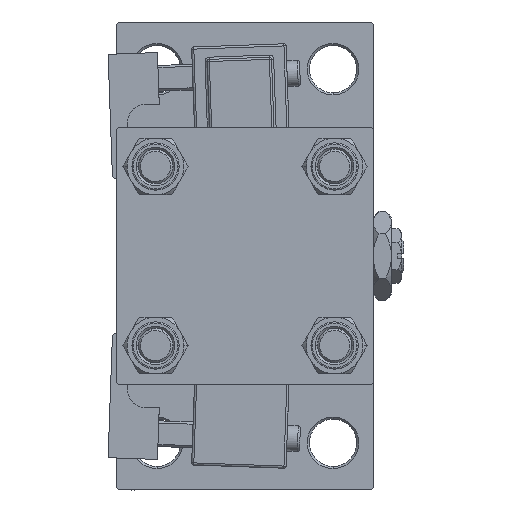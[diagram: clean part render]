
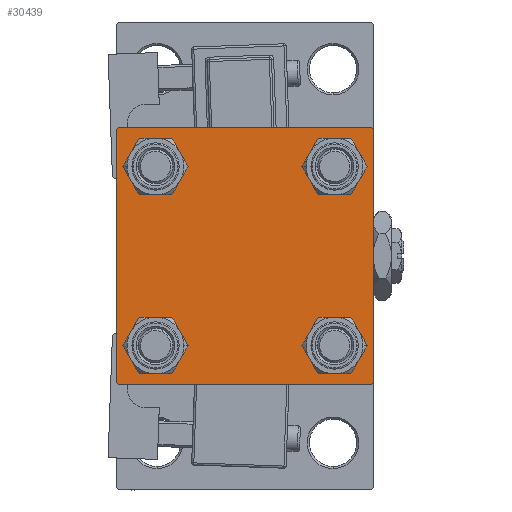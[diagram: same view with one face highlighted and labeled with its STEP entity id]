
A CAD part, left-side view. The second image highlights one B-rep face of the part: STEP entity #30439.
In plain terms, the highlighted planar face has unit normal (-1, 0, 0).
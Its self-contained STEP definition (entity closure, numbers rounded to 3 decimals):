
#10 = DIRECTION ( 'NONE',  ( 0., 0., 1. ) ) ;
#73 = DIRECTION ( 'NONE',  ( 0., -0.707, 0.707 ) ) ;
#265 = VECTOR ( 'NONE', #12242, 1000. ) ;
#1058 = CARTESIAN_POINT ( 'NONE',  ( 0., 20.85, -20.85 ) ) ;
#1129 = ORIENTED_EDGE ( 'NONE', *, *, #48134, .T. ) ;
#1386 = ORIENTED_EDGE ( 'NONE', *, *, #47492, .T. ) ;
#1413 = VERTEX_POINT ( 'NONE', #2129 ) ;
#2010 = DIRECTION ( 'NONE',  ( 1., 0., 0. ) ) ;
#2129 = CARTESIAN_POINT ( 'NONE',  ( 0., 30., 29.5 ) ) ;
#2206 = VERTEX_POINT ( 'NONE', #39587 ) ;
#2592 = DIRECTION ( 'NONE',  ( 0., -0.707, -0.707 ) ) ;
#2845 = CARTESIAN_POINT ( 'NONE',  ( 0., -20.85, -25.35 ) ) ;
#3285 = DIRECTION ( 'NONE',  ( 0., 0.707, -0.707 ) ) ;
#3636 = ORIENTED_EDGE ( 'NONE', *, *, #44990, .T. ) ;
#3977 = DIRECTION ( 'NONE',  ( 0., 0., 1. ) ) ;
#5138 = VERTEX_POINT ( 'NONE', #25726 ) ;
#5793 = DIRECTION ( 'NONE',  ( 0., 0., 1. ) ) ;
#5886 = ORIENTED_EDGE ( 'NONE', *, *, #36760, .F. ) ;
#6339 = CARTESIAN_POINT ( 'NONE',  ( 0., -29.5, -30. ) ) ;
#6543 = CIRCLE ( 'NONE', #17513, 4.5 ) ;
#6581 = VERTEX_POINT ( 'NONE', #18540 ) ;
#6998 = DIRECTION ( 'NONE',  ( 1., 0., 0. ) ) ;
#7567 = VERTEX_POINT ( 'NONE', #36278 ) ;
#7784 = VERTEX_POINT ( 'NONE', #20403 ) ;
#7818 = AXIS2_PLACEMENT_3D ( 'NONE', #12344, #31872, #35823 ) ;
#8117 = CARTESIAN_POINT ( 'NONE',  ( 0., 30., -30. ) ) ;
#9108 = CIRCLE ( 'NONE', #28509, 4.5 ) ;
#9186 = VECTOR ( 'NONE', #3285, 1000. ) ;
#9193 = CARTESIAN_POINT ( 'NONE',  ( 0., 20.85, 16.35 ) ) ;
#9460 = AXIS2_PLACEMENT_3D ( 'NONE', #46821, #31009, #15161 ) ;
#11457 = FACE_OUTER_BOUND ( 'NONE', #45011, .T. ) ;
#11458 = CARTESIAN_POINT ( 'NONE',  ( 0., 29.75, 29.75 ) ) ;
#12242 = DIRECTION ( 'NONE',  ( 0., -1., 0. ) ) ;
#12344 = CARTESIAN_POINT ( 'NONE',  ( 0., 20.85, 20.85 ) ) ;
#12561 = AXIS2_PLACEMENT_3D ( 'NONE', #43807, #19807, #10 ) ;
#12618 = ORIENTED_EDGE ( 'NONE', *, *, #44491, .T. ) ;
#12659 = VECTOR ( 'NONE', #35563, 1000. ) ;
#12750 = ORIENTED_EDGE ( 'NONE', *, *, #13992, .T. ) ;
#12933 = DIRECTION ( 'NONE',  ( 1., 0., 0. ) ) ;
#13277 = CARTESIAN_POINT ( 'NONE',  ( 0., 30., 30. ) ) ;
#13364 = DIRECTION ( 'NONE',  ( 1., 0., 0. ) ) ;
#13599 = AXIS2_PLACEMENT_3D ( 'NONE', #27553, #14627, #51018 ) ;
#13619 = EDGE_LOOP ( 'NONE', ( #27728, #30831 ) ) ;
#13992 = EDGE_CURVE ( 'NONE', #2206, #1413, #15670, .T. ) ;
#14627 = DIRECTION ( 'NONE',  ( -1., 0., 0. ) ) ;
#15161 = DIRECTION ( 'NONE',  ( 0., 0., 1. ) ) ;
#15400 = EDGE_CURVE ( 'NONE', #1413, #23890, #24403, .T. ) ;
#15446 = VERTEX_POINT ( 'NONE', #48156 ) ;
#15576 = DIRECTION ( 'NONE',  ( 0., 0., -1. ) ) ;
#15670 = LINE ( 'NONE', #11458, #9186 ) ;
#16408 = EDGE_CURVE ( 'NONE', #22361, #43900, #39513, .T. ) ;
#16472 = DIRECTION ( 'NONE',  ( 0., 0., -1. ) ) ;
#17476 = CARTESIAN_POINT ( 'NONE',  ( 0., 20.85, -16.35 ) ) ;
#17513 = AXIS2_PLACEMENT_3D ( 'NONE', #25516, #13364, #50272 ) ;
#17983 = CARTESIAN_POINT ( 'NONE',  ( 0., -20.85, -16.35 ) ) ;
#18112 = CARTESIAN_POINT ( 'NONE',  ( 0., -20.85, -20.85 ) ) ;
#18277 = VECTOR ( 'NONE', #2592, 1000. ) ;
#18320 = CARTESIAN_POINT ( 'NONE',  ( 0., -20.85, 16.35 ) ) ;
#18540 = CARTESIAN_POINT ( 'NONE',  ( 0., -29.5, 30. ) ) ;
#18606 = PLANE ( 'NONE',  #13599 ) ;
#19008 = CARTESIAN_POINT ( 'NONE',  ( 0., -29.75, 29.75 ) ) ;
#19387 = FACE_BOUND ( 'NONE', #44409, .T. ) ;
#19807 = DIRECTION ( 'NONE',  ( 1., 0., 0. ) ) ;
#20403 = CARTESIAN_POINT ( 'NONE',  ( 0., 20.85, 25.35 ) ) ;
#20437 = VERTEX_POINT ( 'NONE', #9193 ) ;
#21618 = ORIENTED_EDGE ( 'NONE', *, *, #47537, .T. ) ;
#22185 = VERTEX_POINT ( 'NONE', #2845 ) ;
#22361 = VERTEX_POINT ( 'NONE', #32645 ) ;
#22566 = VECTOR ( 'NONE', #15576, 1000. ) ;
#22996 = CARTESIAN_POINT ( 'NONE',  ( 0., -30., 30. ) ) ;
#23482 = ORIENTED_EDGE ( 'NONE', *, *, #26220, .T. ) ;
#23890 = VERTEX_POINT ( 'NONE', #35859 ) ;
#24346 = CARTESIAN_POINT ( 'NONE',  ( 0., -29.75, -29.75 ) ) ;
#24353 = AXIS2_PLACEMENT_3D ( 'NONE', #50857, #46403, #5793 ) ;
#24403 = LINE ( 'NONE', #43931, #51350 ) ;
#24693 = CIRCLE ( 'NONE', #7818, 4.5 ) ;
#25516 = CARTESIAN_POINT ( 'NONE',  ( 0., 20.85, -20.85 ) ) ;
#25726 = CARTESIAN_POINT ( 'NONE',  ( 0., -30., 29.5 ) ) ;
#25812 = EDGE_CURVE ( 'NONE', #43900, #15446, #40165, .T. ) ;
#26068 = EDGE_CURVE ( 'NONE', #7784, #20437, #40382, .T. ) ;
#26220 = EDGE_CURVE ( 'NONE', #37197, #48894, #47078, .T. ) ;
#27553 = CARTESIAN_POINT ( 'NONE',  ( 0., 0., 0. ) ) ;
#27728 = ORIENTED_EDGE ( 'NONE', *, *, #26068, .T. ) ;
#28509 = AXIS2_PLACEMENT_3D ( 'NONE', #1058, #12933, #3977 ) ;
#28943 = DIRECTION ( 'NONE',  ( 0., 0., 1. ) ) ;
#30041 = LINE ( 'NONE', #30567, #18277 ) ;
#30439 = ADVANCED_FACE ( 'NONE', ( #19387, #51542, #47074, #47592, #11457 ), #18606, .T. ) ;
#30567 = CARTESIAN_POINT ( 'NONE',  ( 0., 29.75, -29.75 ) ) ;
#30603 = ORIENTED_EDGE ( 'NONE', *, *, #32161, .T. ) ;
#30831 = ORIENTED_EDGE ( 'NONE', *, *, #33461, .T. ) ;
#31009 = DIRECTION ( 'NONE',  ( 1., 0., 0. ) ) ;
#31068 = ORIENTED_EDGE ( 'NONE', *, *, #32282, .T. ) ;
#31406 = LINE ( 'NONE', #19008, #36433 ) ;
#31530 = CARTESIAN_POINT ( 'NONE',  ( 0., -20.85, -20.85 ) ) ;
#31872 = DIRECTION ( 'NONE',  ( 1., 0., 0. ) ) ;
#31959 = VECTOR ( 'NONE', #73, 1000. ) ;
#32161 = EDGE_CURVE ( 'NONE', #48894, #37197, #40645, .T. ) ;
#32282 = EDGE_CURVE ( 'NONE', #5138, #6581, #31406, .T. ) ;
#32303 = LINE ( 'NONE', #13277, #265 ) ;
#32332 = ORIENTED_EDGE ( 'NONE', *, *, #15400, .T. ) ;
#32645 = CARTESIAN_POINT ( 'NONE',  ( 0., 29.5, -30. ) ) ;
#33397 = AXIS2_PLACEMENT_3D ( 'NONE', #31530, #6998, #34961 ) ;
#33461 = EDGE_CURVE ( 'NONE', #20437, #7784, #24693, .T. ) ;
#33616 = EDGE_LOOP ( 'NONE', ( #21618, #12618 ) ) ;
#33708 = ORIENTED_EDGE ( 'NONE', *, *, #16408, .T. ) ;
#34961 = DIRECTION ( 'NONE',  ( 0., 0., 1. ) ) ;
#35563 = DIRECTION ( 'NONE',  ( 0., -1., 0. ) ) ;
#35823 = DIRECTION ( 'NONE',  ( 0., 0., 1. ) ) ;
#35859 = CARTESIAN_POINT ( 'NONE',  ( 0., 30., -29.5 ) ) ;
#36278 = CARTESIAN_POINT ( 'NONE',  ( 0., 20.85, -25.35 ) ) ;
#36433 = VECTOR ( 'NONE', #46700, 1000. ) ;
#36760 = EDGE_CURVE ( 'NONE', #2206, #6581, #32303, .T. ) ;
#37197 = VERTEX_POINT ( 'NONE', #48329 ) ;
#39513 = LINE ( 'NONE', #8117, #12659 ) ;
#39587 = CARTESIAN_POINT ( 'NONE',  ( 0., 29.5, 30. ) ) ;
#40165 = LINE ( 'NONE', #24346, #31959 ) ;
#40382 = CIRCLE ( 'NONE', #12561, 4.5 ) ;
#40645 = CIRCLE ( 'NONE', #9460, 4.5 ) ;
#42458 = EDGE_LOOP ( 'NONE', ( #1129, #1386 ) ) ;
#43807 = CARTESIAN_POINT ( 'NONE',  ( 0., 20.85, 20.85 ) ) ;
#43900 = VERTEX_POINT ( 'NONE', #6339 ) ;
#43931 = CARTESIAN_POINT ( 'NONE',  ( 0., 30., 30. ) ) ;
#44409 = EDGE_LOOP ( 'NONE', ( #23482, #30603 ) ) ;
#44475 = AXIS2_PLACEMENT_3D ( 'NONE', #18112, #2010, #28943 ) ;
#44491 = EDGE_CURVE ( 'NONE', #22185, #44701, #51078, .T. ) ;
#44701 = VERTEX_POINT ( 'NONE', #17983 ) ;
#44874 = ORIENTED_EDGE ( 'NONE', *, *, #47880, .F. ) ;
#44990 = EDGE_CURVE ( 'NONE', #23890, #22361, #30041, .T. ) ;
#45011 = EDGE_LOOP ( 'NONE', ( #32332, #3636, #33708, #49763, #44874, #31068, #5886, #12750 ) ) ;
#46403 = DIRECTION ( 'NONE',  ( 1., 0., 0. ) ) ;
#46700 = DIRECTION ( 'NONE',  ( 0., 0.707, 0.707 ) ) ;
#46821 = CARTESIAN_POINT ( 'NONE',  ( 0., -20.85, 20.85 ) ) ;
#47074 = FACE_BOUND ( 'NONE', #42458, .T. ) ;
#47078 = CIRCLE ( 'NONE', #24353, 4.5 ) ;
#47492 = EDGE_CURVE ( 'NONE', #7567, #47748, #6543, .T. ) ;
#47537 = EDGE_CURVE ( 'NONE', #44701, #22185, #49512, .T. ) ;
#47592 = FACE_BOUND ( 'NONE', #13619, .T. ) ;
#47748 = VERTEX_POINT ( 'NONE', #17476 ) ;
#47880 = EDGE_CURVE ( 'NONE', #5138, #15446, #48039, .T. ) ;
#48039 = LINE ( 'NONE', #22996, #22566 ) ;
#48134 = EDGE_CURVE ( 'NONE', #47748, #7567, #9108, .T. ) ;
#48156 = CARTESIAN_POINT ( 'NONE',  ( 0., -30., -29.5 ) ) ;
#48329 = CARTESIAN_POINT ( 'NONE',  ( 0., -20.85, 25.35 ) ) ;
#48894 = VERTEX_POINT ( 'NONE', #18320 ) ;
#49512 = CIRCLE ( 'NONE', #44475, 4.5 ) ;
#49763 = ORIENTED_EDGE ( 'NONE', *, *, #25812, .T. ) ;
#50272 = DIRECTION ( 'NONE',  ( 0., 0., 1. ) ) ;
#50857 = CARTESIAN_POINT ( 'NONE',  ( 0., -20.85, 20.85 ) ) ;
#51018 = DIRECTION ( 'NONE',  ( 0., 0., 1. ) ) ;
#51078 = CIRCLE ( 'NONE', #33397, 4.5 ) ;
#51350 = VECTOR ( 'NONE', #16472, 1000. ) ;
#51542 = FACE_BOUND ( 'NONE', #33616, .T. ) ;
